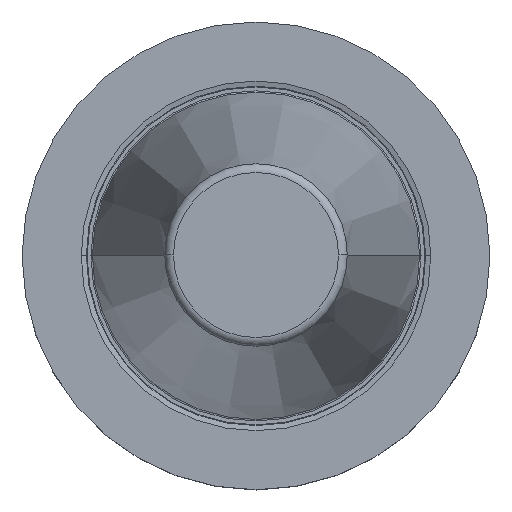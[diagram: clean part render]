
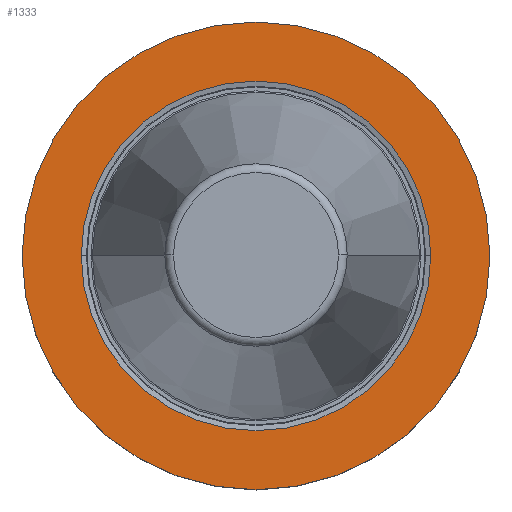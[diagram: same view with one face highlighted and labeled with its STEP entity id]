
A CAD part, top view. The second image highlights one B-rep face of the part: STEP entity #1333.
In plain terms, the highlighted planar face has unit normal (0, 0, 1).
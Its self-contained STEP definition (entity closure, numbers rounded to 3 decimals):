
#236=CARTESIAN_POINT('',(0.,0.,-3.2));
#237=DIRECTION('',(0.,0.,1.));
#238=DIRECTION('',(1.,0.,0.));
#239=AXIS2_PLACEMENT_3D('',#236,#237,#238);
#244=CARTESIAN_POINT('',(0.,0.,-3.2));
#245=DIRECTION('',(0.,0.,-1.));
#246=DIRECTION('',(1.,0.,0.));
#247=AXIS2_PLACEMENT_3D('',#244,#245,#246);
#252=CARTESIAN_POINT('',(0.,0.,-3.2));
#253=DIRECTION('',(0.,0.,1.));
#254=DIRECTION('',(1.,0.,0.));
#255=AXIS2_PLACEMENT_3D('',#252,#253,#254);
#260=CARTESIAN_POINT('',(0.,0.,-3.2));
#261=DIRECTION('',(0.,0.,1.));
#262=DIRECTION('',(-1.,0.,0.));
#263=AXIS2_PLACEMENT_3D('',#260,#261,#262);
#1014=CARTESIAN_POINT('',(31.775,0.,-3.2));
#1015=CARTESIAN_POINT('',(-31.775,0.,-3.2));
#1016=VERTEX_POINT('',#1014);
#1017=VERTEX_POINT('',#1015);
#1080=CARTESIAN_POINT('',(23.746,0.,-3.2));
#1081=VERTEX_POINT('',#1080);
#1084=CARTESIAN_POINT('',(-23.746,0.,-3.2));
#1085=VERTEX_POINT('',#1084);
#1318=CARTESIAN_POINT('',(0.,0.,-3.2));
#1319=DIRECTION('',(0.,0.,-1.));
#1320=DIRECTION('',(-1.,0.,0.));
#1321=AXIS2_PLACEMENT_3D('',#1318,#1319,#1320);
#1322=PLANE('',#1321);
#1323=ORIENTED_EDGE('',*,*,#1299,.F.);
#1324=ORIENTED_EDGE('',*,*,#1241,.T.);
#1325=EDGE_LOOP('',(#1323,#1324));
#1326=FACE_OUTER_BOUND('',#1325,.F.);
#1328=ORIENTED_EDGE('',*,*,#1327,.T.);
#1330=ORIENTED_EDGE('',*,*,#1329,.T.);
#1331=EDGE_LOOP('',(#1328,#1330));
#1332=FACE_BOUND('',#1331,.F.);
#1333=ADVANCED_FACE('',(#1326,#1332),#1322,.F.);
#240=CIRCLE('',#239,31.775);
#248=CIRCLE('',#247,31.775);
#256=CIRCLE('',#255,23.746);
#264=CIRCLE('',#263,23.746);
#1241=EDGE_CURVE('',#1016,#1017,#248,.T.);
#1299=EDGE_CURVE('',#1016,#1017,#240,.T.);
#1327=EDGE_CURVE('',#1081,#1085,#256,.T.);
#1329=EDGE_CURVE('',#1085,#1081,#264,.T.);
